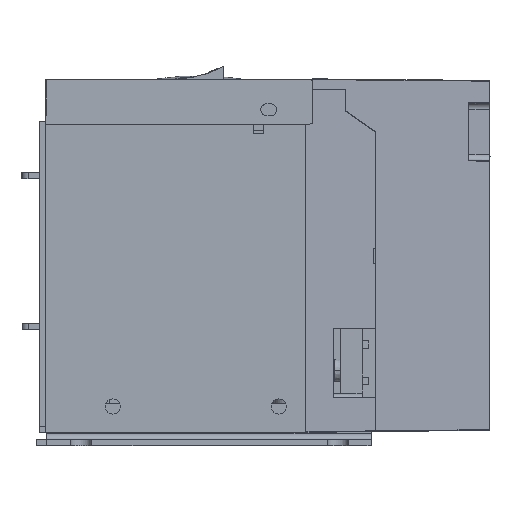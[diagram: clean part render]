
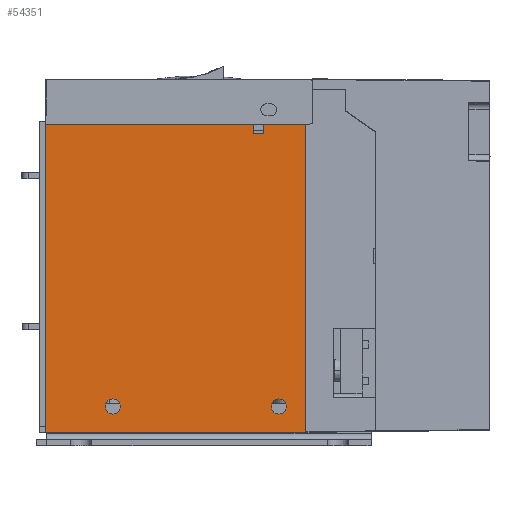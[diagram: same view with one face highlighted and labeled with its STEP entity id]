
A CAD part, left-side view. The second image highlights one B-rep face of the part: STEP entity #54351.
In plain terms, the highlighted face is planar.
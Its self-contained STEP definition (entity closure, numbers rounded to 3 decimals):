
#1976=CIRCLE('',#58742,2.5);
#1977=CIRCLE('',#58743,2.5);
#16914=ORIENTED_EDGE('',*,*,#24750,.F.);
#16915=ORIENTED_EDGE('',*,*,#24751,.F.);
#16916=ORIENTED_EDGE('',*,*,#24735,.F.);
#16917=ORIENTED_EDGE('',*,*,#24752,.F.);
#16918=ORIENTED_EDGE('',*,*,#24753,.F.);
#16919=ORIENTED_EDGE('',*,*,#24754,.F.);
#16920=ORIENTED_EDGE('',*,*,#24744,.F.);
#16921=ORIENTED_EDGE('',*,*,#24740,.F.);
#16922=ORIENTED_EDGE('',*,*,#24749,.F.);
#16923=ORIENTED_EDGE('',*,*,#24746,.F.);
#24735=EDGE_CURVE('',#29850,#29851,#36267,.T.);
#24740=EDGE_CURVE('',#29855,#29856,#36272,.T.);
#24744=EDGE_CURVE('',#29856,#29858,#36276,.T.);
#24746=EDGE_CURVE('',#29851,#29860,#36278,.T.);
#24749=EDGE_CURVE('',#29860,#29855,#36281,.T.);
#24750=EDGE_CURVE('',#29861,#29861,#1976,.T.);
#24751=EDGE_CURVE('',#29862,#29862,#1977,.T.);
#24752=EDGE_CURVE('',#29863,#29850,#36282,.T.);
#24753=EDGE_CURVE('',#29864,#29863,#36283,.T.);
#24754=EDGE_CURVE('',#29858,#29864,#36284,.T.);
#29850=VERTEX_POINT('',#89284);
#29851=VERTEX_POINT('',#89286);
#29855=VERTEX_POINT('',#89295);
#29856=VERTEX_POINT('',#89297);
#29858=VERTEX_POINT('',#89302);
#29860=VERTEX_POINT('',#89309);
#29861=VERTEX_POINT('',#89316);
#29862=VERTEX_POINT('',#89318);
#29863=VERTEX_POINT('',#89320);
#29864=VERTEX_POINT('',#89322);
#36267=LINE('',#89285,#42685);
#36272=LINE('',#89296,#42690);
#36276=LINE('',#89304,#42694);
#36278=LINE('',#89308,#42696);
#36281=LINE('',#89313,#42699);
#36282=LINE('',#89319,#42700);
#36283=LINE('',#89321,#42701);
#36284=LINE('',#89323,#42702);
#42685=VECTOR('',#72742,1000.);
#42690=VECTOR('',#72749,1000.);
#42694=VECTOR('',#72755,1000.);
#42696=VECTOR('',#72759,1000.);
#42699=VECTOR('',#72764,1000.);
#42700=VECTOR('',#72771,1000.);
#42701=VECTOR('',#72772,1000.);
#42702=VECTOR('',#72773,1000.);
#45990=EDGE_LOOP('',(#16914));
#45991=EDGE_LOOP('',(#16915));
#45992=EDGE_LOOP('',(#16916,#16917,#16918,#16919,#16920,#16921,#16922,#16923));
#49267=FACE_BOUND('',#45990,.T.);
#49268=FACE_BOUND('',#45991,.T.);
#49269=FACE_BOUND('',#45992,.T.);
#51546=PLANE('',#58741);
#54351=ADVANCED_FACE('',(#49267,#49268,#49269),#51546,.F.);
#58741=AXIS2_PLACEMENT_3D('',#89314,#72765,#72766);
#58742=AXIS2_PLACEMENT_3D('',#89315,#72767,#72768);
#58743=AXIS2_PLACEMENT_3D('',#89317,#72769,#72770);
#72742=DIRECTION('',(1.,0.,0.));
#72749=DIRECTION('',(0.,0.,1.));
#72755=DIRECTION('',(1.,0.,0.));
#72759=DIRECTION('',(0.,0.,-1.));
#72764=DIRECTION('',(-1.,0.,0.));
#72765=DIRECTION('',(0.,1.,0.));
#72766=DIRECTION('',(0.,0.,1.));
#72767=DIRECTION('',(0.,-1.,0.));
#72768=DIRECTION('',(1.,0.,0.));
#72769=DIRECTION('',(0.,-1.,0.));
#72770=DIRECTION('',(1.,0.,0.));
#72771=DIRECTION('',(0.,0.,1.));
#72772=DIRECTION('',(1.,0.,0.));
#72773=DIRECTION('',(0.,0.,-1.));
#89284=CARTESIAN_POINT('',(27.5,-2.,51.));
#89285=CARTESIAN_POINT('',(-41.5,-2.,51.));
#89286=CARTESIAN_POINT('',(41.5,-2.,51.));
#89295=CARTESIAN_POINT('',(-44.67,-2.,-51.));
#89296=CARTESIAN_POINT('',(-44.67,-2.,0.));
#89297=CARTESIAN_POINT('',(-44.67,-2.,51.));
#89302=CARTESIAN_POINT('',(24.,-2.,51.));
#89304=CARTESIAN_POINT('',(-41.5,-2.,51.));
#89308=CARTESIAN_POINT('',(41.5,-2.,51.));
#89309=CARTESIAN_POINT('',(41.5,-2.,-51.));
#89313=CARTESIAN_POINT('',(41.5,-2.,-51.));
#89314=CARTESIAN_POINT('',(0.,-2.,0.));
#89315=CARTESIAN_POINT('',(32.5,-2.,-42.5));
#89316=CARTESIAN_POINT('',(35.,-2.,-42.5));
#89317=CARTESIAN_POINT('',(-22.5,-2.,-42.5));
#89318=CARTESIAN_POINT('',(-20.,-2.,-42.5));
#89319=CARTESIAN_POINT('',(27.5,-2.,48.));
#89320=CARTESIAN_POINT('',(27.5,-2.,48.));
#89321=CARTESIAN_POINT('',(24.,-2.,48.));
#89322=CARTESIAN_POINT('',(24.,-2.,48.));
#89323=CARTESIAN_POINT('',(24.,-2.,51.));
